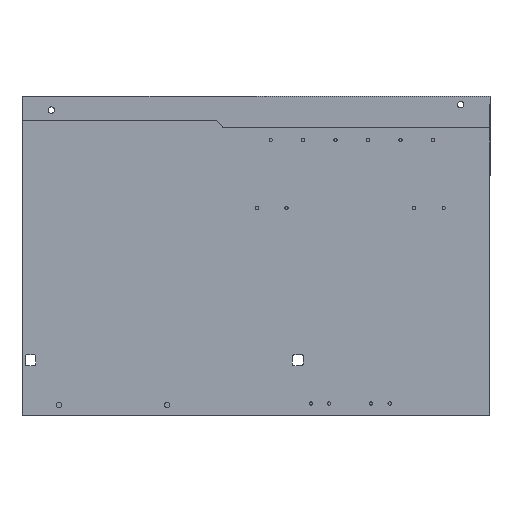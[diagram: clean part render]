
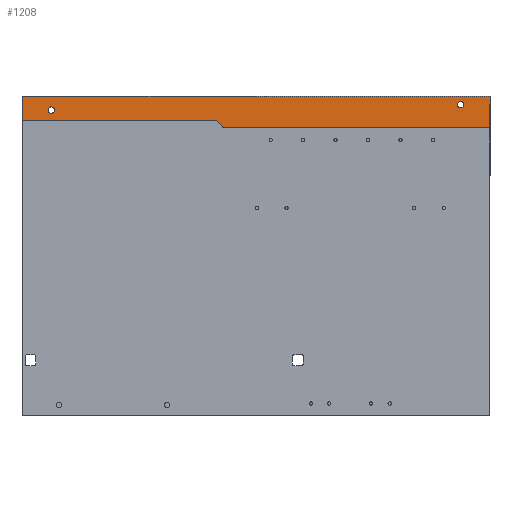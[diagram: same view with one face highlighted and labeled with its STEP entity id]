
A CAD part, front view. The second image highlights one B-rep face of the part: STEP entity #1208.
In plain terms, the highlighted planar face has unit normal (0, -1, 0).
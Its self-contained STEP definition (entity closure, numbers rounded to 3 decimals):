
#46 = AXIS2_PLACEMENT_3D ( 'NONE', #630, #1239, #3074 ) ;
#64 = CARTESIAN_POINT ( 'NONE',  ( 630., -40., 957. ) ) ;
#100 = ORIENTED_EDGE ( 'NONE', *, *, #2666, .T. ) ;
#161 = VERTEX_POINT ( 'NONE', #1878 ) ;
#297 = FACE_BOUND ( 'NONE', #1311, .T. ) ;
#460 = VECTOR ( 'NONE', #4291, 1000. ) ;
#473 = EDGE_CURVE ( 'NONE', #6411, #4111, #2866, .T. ) ;
#477 = LINE ( 'NONE', #3549, #3277 ) ;
#486 = FACE_OUTER_BOUND ( 'NONE', #7746, .T. ) ;
#518 = EDGE_CURVE ( 'NONE', #2683, #4298, #4283, .T. ) ;
#564 = VECTOR ( 'NONE', #679, 1000. ) ;
#582 = DIRECTION ( 'NONE',  ( 0., 0., 1. ) ) ;
#597 = DIRECTION ( 'NONE',  ( 1., 0., 0. ) ) ;
#606 = ORIENTED_EDGE ( 'NONE', *, *, #5374, .T. ) ;
#630 = CARTESIAN_POINT ( 'NONE',  ( 95., -40., 990. ) ) ;
#679 = DIRECTION ( 'NONE',  ( 0., 0., -1. ) ) ;
#706 = ORIENTED_EDGE ( 'NONE', *, *, #5872, .T. ) ;
#833 = LINE ( 'NONE', #64, #460 ) ;
#874 = DIRECTION ( 'NONE',  ( 0., 0., -1. ) ) ;
#904 = CARTESIAN_POINT ( 'NONE',  ( 650., -40., 937. ) ) ;
#946 = CARTESIAN_POINT ( 'NONE',  ( 1420., -40., 1017.75 ) ) ;
#996 = ORIENTED_EDGE ( 'NONE', *, *, #473, .T. ) ;
#1021 = DIRECTION ( 'NONE',  ( 0., 1., 0. ) ) ;
#1125 = EDGE_LOOP ( 'NONE', ( #100, #606 ) ) ;
#1163 = VERTEX_POINT ( 'NONE', #1967 ) ;
#1208 = ADVANCED_FACE ( 'NONE', ( #486, #6674, #297 ), #3921, .T. ) ;
#1221 = ORIENTED_EDGE ( 'NONE', *, *, #7432, .T. ) ;
#1239 = DIRECTION ( 'NONE',  ( 0., 1., 0. ) ) ;
#1311 = EDGE_LOOP ( 'NONE', ( #996, #1221 ) ) ;
#1430 = AXIS2_PLACEMENT_3D ( 'NONE', #4012, #1021, #2227 ) ;
#1438 = EDGE_CURVE ( 'NONE', #6465, #161, #4066, .T. ) ;
#1451 = CARTESIAN_POINT ( 'NONE',  ( 0., -40., 1035. ) ) ;
#1878 = CARTESIAN_POINT ( 'NONE',  ( 1515., -40., 1035. ) ) ;
#1891 = DIRECTION ( 'NONE',  ( -1., 0., 0. ) ) ;
#1967 = CARTESIAN_POINT ( 'NONE',  ( 650., -40., 932. ) ) ;
#2027 = AXIS2_PLACEMENT_3D ( 'NONE', #6849, #3326, #3896 ) ;
#2044 = CIRCLE ( 'NONE', #6220, 10.25 ) ;
#2140 = CARTESIAN_POINT ( 'NONE',  ( 1515., -40., 932. ) ) ;
#2227 = DIRECTION ( 'NONE',  ( 0., 0., -1. ) ) ;
#2443 = VECTOR ( 'NONE', #582, 1000. ) ;
#2599 = VERTEX_POINT ( 'NONE', #904 ) ;
#2614 = LINE ( 'NONE', #7217, #564 ) ;
#2666 = EDGE_CURVE ( 'NONE', #5784, #6392, #4227, .T. ) ;
#2683 = VERTEX_POINT ( 'NONE', #1451 ) ;
#2866 = CIRCLE ( 'NONE', #1430, 10.25 ) ;
#2872 = ORIENTED_EDGE ( 'NONE', *, *, #518, .T. ) ;
#3074 = DIRECTION ( 'NONE',  ( 0., 0., -1. ) ) ;
#3181 = LINE ( 'NONE', #4176, #7740 ) ;
#3277 = VECTOR ( 'NONE', #597, 1000. ) ;
#3326 = DIRECTION ( 'NONE',  ( 0., -1., 0. ) ) ;
#3549 = CARTESIAN_POINT ( 'NONE',  ( 1515., -40., 932. ) ) ;
#3844 = CARTESIAN_POINT ( 'NONE',  ( 630., -40., 957. ) ) ;
#3896 = DIRECTION ( 'NONE',  ( 0., 0., -1. ) ) ;
#3921 = PLANE ( 'NONE',  #2027 ) ;
#4012 = CARTESIAN_POINT ( 'NONE',  ( 1420., -40., 1007.5 ) ) ;
#4066 = LINE ( 'NONE', #2140, #2443 ) ;
#4111 = VERTEX_POINT ( 'NONE', #6741 ) ;
#4135 = CARTESIAN_POINT ( 'NONE',  ( 0., -40., 957. ) ) ;
#4141 = DIRECTION ( 'NONE',  ( 0., 0., -1. ) ) ;
#4176 = CARTESIAN_POINT ( 'NONE',  ( 650., -40., 937. ) ) ;
#4227 = CIRCLE ( 'NONE', #7105, 10.25 ) ;
#4283 = LINE ( 'NONE', #5845, #5025 ) ;
#4291 = DIRECTION ( 'NONE',  ( 1., 0., 0. ) ) ;
#4298 = VERTEX_POINT ( 'NONE', #4135 ) ;
#5025 = VECTOR ( 'NONE', #4141, 1000. ) ;
#5308 = ORIENTED_EDGE ( 'NONE', *, *, #7443, .T. ) ;
#5355 = DIRECTION ( 'NONE',  ( 0.707, 0., -0.707 ) ) ;
#5374 = EDGE_CURVE ( 'NONE', #6392, #5784, #7256, .T. ) ;
#5396 = ORIENTED_EDGE ( 'NONE', *, *, #6698, .T. ) ;
#5623 = DIRECTION ( 'NONE',  ( 0., 1., 0. ) ) ;
#5692 = ORIENTED_EDGE ( 'NONE', *, *, #1438, .T. ) ;
#5784 = VERTEX_POINT ( 'NONE', #6467 ) ;
#5845 = CARTESIAN_POINT ( 'NONE',  ( 0., -40., 1035. ) ) ;
#5872 = EDGE_CURVE ( 'NONE', #1163, #6465, #477, .T. ) ;
#6151 = VERTEX_POINT ( 'NONE', #3844 ) ;
#6200 = EDGE_CURVE ( 'NONE', #161, #2683, #6694, .T. ) ;
#6219 = VECTOR ( 'NONE', #1891, 1000. ) ;
#6220 = AXIS2_PLACEMENT_3D ( 'NONE', #6767, #5623, #874 ) ;
#6234 = DIRECTION ( 'NONE',  ( 0., 1., 0. ) ) ;
#6262 = CARTESIAN_POINT ( 'NONE',  ( 95., -40., 990. ) ) ;
#6365 = CARTESIAN_POINT ( 'NONE',  ( 1515., -40., 932. ) ) ;
#6392 = VERTEX_POINT ( 'NONE', #6915 ) ;
#6411 = VERTEX_POINT ( 'NONE', #946 ) ;
#6465 = VERTEX_POINT ( 'NONE', #6365 ) ;
#6467 = CARTESIAN_POINT ( 'NONE',  ( 95., -40., 1000.25 ) ) ;
#6614 = EDGE_CURVE ( 'NONE', #6151, #2599, #3181, .T. ) ;
#6634 = CARTESIAN_POINT ( 'NONE',  ( 1515., -40., 1035. ) ) ;
#6674 = FACE_BOUND ( 'NONE', #1125, .T. ) ;
#6694 = LINE ( 'NONE', #6634, #6219 ) ;
#6698 = EDGE_CURVE ( 'NONE', #2599, #1163, #2614, .T. ) ;
#6732 = ORIENTED_EDGE ( 'NONE', *, *, #6614, .T. ) ;
#6741 = CARTESIAN_POINT ( 'NONE',  ( 1420., -40., 997.25 ) ) ;
#6767 = CARTESIAN_POINT ( 'NONE',  ( 1420., -40., 1007.5 ) ) ;
#6797 = DIRECTION ( 'NONE',  ( 0., 0., -1. ) ) ;
#6849 = CARTESIAN_POINT ( 'NONE',  ( 0., -40., 0. ) ) ;
#6915 = CARTESIAN_POINT ( 'NONE',  ( 95., -40., 979.75 ) ) ;
#7105 = AXIS2_PLACEMENT_3D ( 'NONE', #6262, #6234, #6797 ) ;
#7217 = CARTESIAN_POINT ( 'NONE',  ( 650., -40., 932. ) ) ;
#7256 = CIRCLE ( 'NONE', #46, 10.25 ) ;
#7291 = ORIENTED_EDGE ( 'NONE', *, *, #6200, .T. ) ;
#7432 = EDGE_CURVE ( 'NONE', #4111, #6411, #2044, .T. ) ;
#7443 = EDGE_CURVE ( 'NONE', #4298, #6151, #833, .T. ) ;
#7740 = VECTOR ( 'NONE', #5355, 1000. ) ;
#7746 = EDGE_LOOP ( 'NONE', ( #5692, #7291, #2872, #5308, #6732, #5396, #706 ) ) ;
